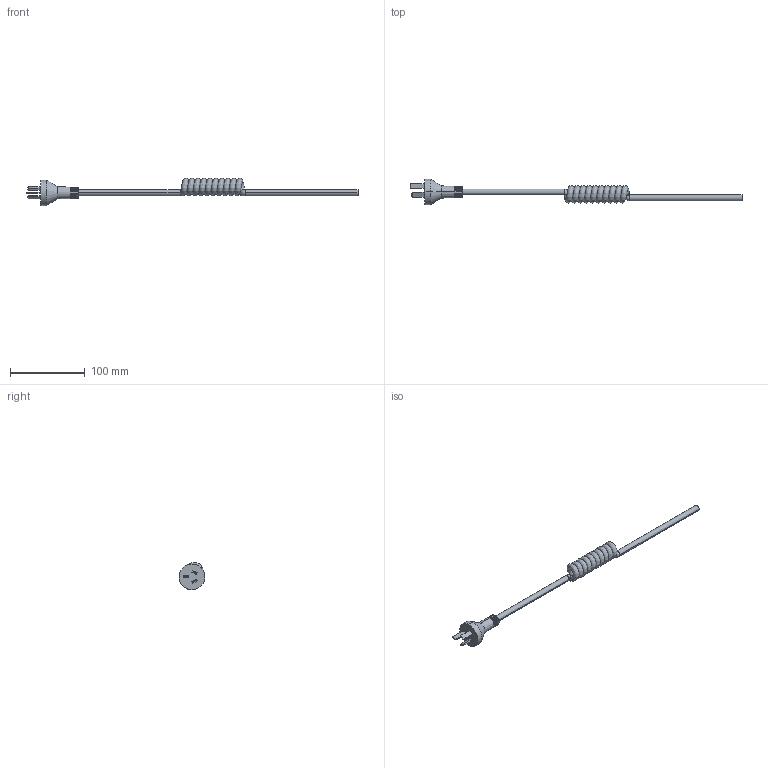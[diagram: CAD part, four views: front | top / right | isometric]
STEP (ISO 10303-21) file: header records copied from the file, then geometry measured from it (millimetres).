
FILE_DESCRIPTION (( 'STEP AP214' ), '1' );
FILE_NAME ('PCH26CZ8-BLK-01F_3D.step', '2025-03-03T22:51:34', ( '' ), ( '' ), 'SwSTEP 2.0', 'SolidWorks 2022', '' );
FILE_SCHEMA (( 'AUTOMOTIVE_DESIGN' ));
Length unit declared in the file: inch
Products named in the file (3): AS_NZS 3112; PCH26CZ8-BLK-01F_3D; COILED POWER CORD 18AWG 3C SJT
Assembly tree (2 placements, depth 2):
  PCH26CZ8-BLK-01F_3D
    AS_NZS 3112
    COILED POWER CORD 18AWG 3C SJT
Bounding box: 443.9 x 34.29 x 36.53 mm (x, y, z)
Volume: 57164 mm3; surface area: 26393.4 mm2
Topology: 2 solids, 2 shells, 139 faces, 365 edges, 233 vertices
Faces by surface type: plane 98, cylinder 29, cone 6, torus 5, bspline 1
Entity records: 7955 total; most frequent: CARTESIAN_POINT 4099, ORIENTED_EDGE 724, DIRECTION 660, EDGE_CURVE 362, AXIS2_PLACEMENT_3D 241, VERTEX_POINT 234, EDGE_LOOP 178, VECTOR 178
